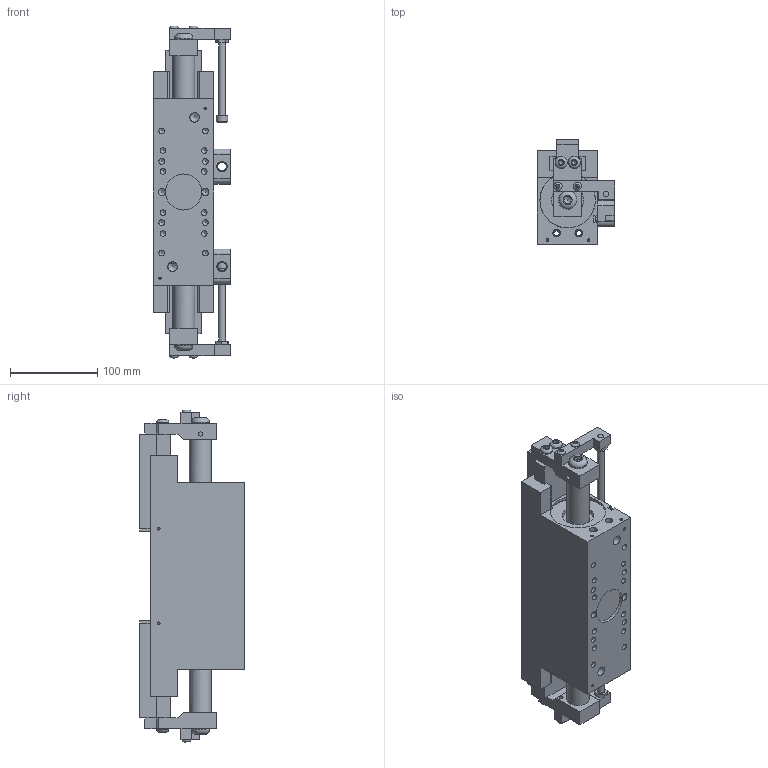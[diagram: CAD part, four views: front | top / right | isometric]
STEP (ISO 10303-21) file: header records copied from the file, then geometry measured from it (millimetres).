
FILE_DESCRIPTION((''),'2;1');
FILE_NAME('GPAL-200-sensinghw-open-R1.stp','2007-08-22T14:01:46',('Brian Iselin'),(''),'Autodesk Inventor 10','Autodesk Inventor 10','');
FILE_SCHEMA(('AUTOMOTIVE_DESIGN { 1 0 10303 214 1 1 1 1 }'));
Length unit declared in the file: inch
Products named in the file (1): GPAL-200-sensinghw-open
Bounding box: 88.72 x 119.99 x 380.4 mm (x, y, z)
Volume: 1761577.5 mm3; surface area: 267017.1 mm2
Topology: 1 solids, 26 shells, 819 faces, 2166 edges, 1421 vertices
Faces by surface type: plane 412, bspline 246, cylinder 102, cone 45, torus 14
Full cylindrical faces by diameter (mm): 3.175 x2, 4 x4, 5 x4, 7 x4, 8 x8, 8.611 x2, 9.5 x4, 11.125 x2, 12 x2, 13 x2, 13.741 x1, 13.97 x2, 14 x4, 15 x1, 15.875 x1, 19.05 x3, 25.4 x2, 26.162 x5, 41.339 x1, 67.259 x1
Entity records: 26649 total; most frequent: CARTESIAN_POINT 9386, ORIENTED_EDGE 3530, DIRECTION 3084, EDGE_CURVE 1765, VERTEX_POINT 1259, EDGE_LOOP 1164, AXIS2_PLACEMENT_3D 1053, VECTOR 978
